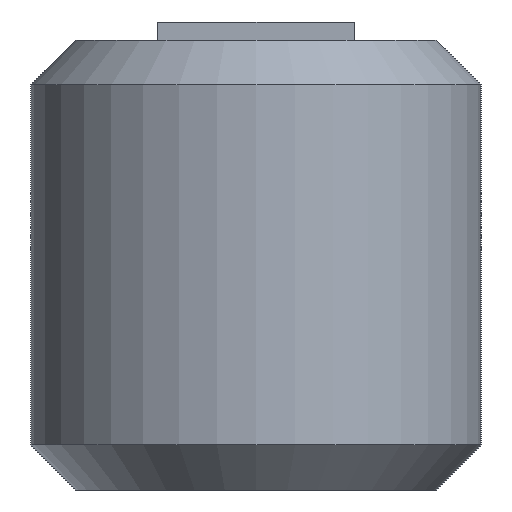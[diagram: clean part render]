
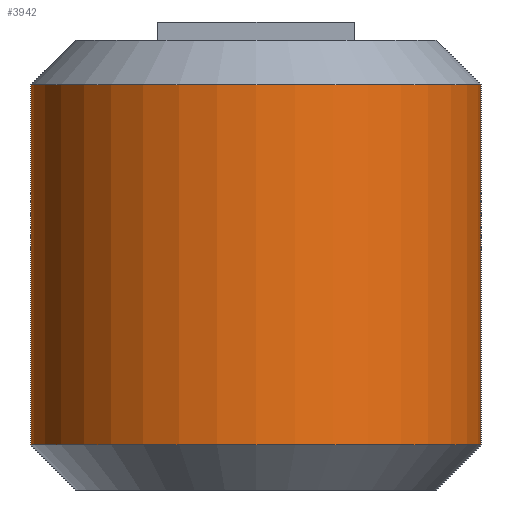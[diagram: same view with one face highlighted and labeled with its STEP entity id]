
A CAD part, left-side view. The second image highlights one B-rep face of the part: STEP entity #3942.
In plain terms, the highlighted cylindrical face has radius 5 mm (diameter 10 mm), a partial arc.
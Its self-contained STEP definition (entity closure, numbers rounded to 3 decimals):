
#136 = CONICAL_SURFACE('',#137,5.,0.785);
#137 = AXIS2_PLACEMENT_3D('',#138,#139,#140);
#138 = CARTESIAN_POINT('',(0.,0.,1.));
#139 = DIRECTION('',(0.,0.,1.));
#140 = DIRECTION('',(0.,-1.,0.));
#545 = PLANE('',#546);
#546 = AXIS2_PLACEMENT_3D('',#547,#548,#549);
#547 = CARTESIAN_POINT('',(0.,5.,0.));
#548 = DIRECTION('',(0.,1.,0.));
#549 = DIRECTION('',(1.,0.,0.));
#604 = VERTEX_POINT('',#605);
#605 = CARTESIAN_POINT('',(0.,5.,1.));
#943 = VERTEX_POINT('',#944);
#944 = CARTESIAN_POINT('',(0.,-5.,1.));
#963 = EDGE_CURVE('',#943,#604,#964,.T.);
#964 = SURFACE_CURVE('',#965,(#970,#977),.PCURVE_S1.);
#965 = CIRCLE('',#966,5.);
#966 = AXIS2_PLACEMENT_3D('',#967,#968,#969);
#967 = CARTESIAN_POINT('',(0.,0.,1.));
#968 = DIRECTION('',(-0.,0.,-1.));
#969 = DIRECTION('',(0.,-1.,0.));
#970 = PCURVE('',#136,#971);
#971 = DEFINITIONAL_REPRESENTATION('',(#972),#976);
#972 = LINE('',#973,#974);
#973 = CARTESIAN_POINT('',(-0.,-0.));
#974 = VECTOR('',#975,1.);
#975 = DIRECTION('',(-1.,-0.));
#976 = ( GEOMETRIC_REPRESENTATION_CONTEXT(2) 
PARAMETRIC_REPRESENTATION_CONTEXT() REPRESENTATION_CONTEXT('2D SPACE',''
  ) );
#977 = PCURVE('',#978,#983);
#978 = CYLINDRICAL_SURFACE('',#979,5.);
#979 = AXIS2_PLACEMENT_3D('',#980,#981,#982);
#980 = CARTESIAN_POINT('',(0.,0.,0.));
#981 = DIRECTION('',(-0.,-0.,-1.));
#982 = DIRECTION('',(1.,0.,0.));
#983 = DEFINITIONAL_REPRESENTATION('',(#984),#988);
#984 = LINE('',#985,#986);
#985 = CARTESIAN_POINT('',(-4.712,-1.));
#986 = VECTOR('',#987,1.);
#987 = DIRECTION('',(1.,-0.));
#988 = ( GEOMETRIC_REPRESENTATION_CONTEXT(2) 
PARAMETRIC_REPRESENTATION_CONTEXT() REPRESENTATION_CONTEXT('2D SPACE',''
  ) );
#1200 = PLANE('',#1201);
#1201 = AXIS2_PLACEMENT_3D('',#1202,#1203,#1204);
#1202 = CARTESIAN_POINT('',(0.,-5.,0.));
#1203 = DIRECTION('',(0.,1.,0.));
#1204 = DIRECTION('',(1.,0.,0.));
#2079 = EDGE_CURVE('',#604,#2080,#2082,.T.);
#2080 = VERTEX_POINT('',#2081);
#2081 = CARTESIAN_POINT('',(0.,5.,9.));
#2082 = SURFACE_CURVE('',#2083,(#2087,#2094),.PCURVE_S1.);
#2083 = LINE('',#2084,#2085);
#2084 = CARTESIAN_POINT('',(0.,5.,0.));
#2085 = VECTOR('',#2086,1.);
#2086 = DIRECTION('',(0.,0.,1.));
#2087 = PCURVE('',#545,#2088);
#2088 = DEFINITIONAL_REPRESENTATION('',(#2089),#2093);
#2089 = LINE('',#2090,#2091);
#2090 = CARTESIAN_POINT('',(0.,0.));
#2091 = VECTOR('',#2092,1.);
#2092 = DIRECTION('',(0.,-1.));
#2093 = ( GEOMETRIC_REPRESENTATION_CONTEXT(2) 
PARAMETRIC_REPRESENTATION_CONTEXT() REPRESENTATION_CONTEXT('2D SPACE',''
  ) );
#2094 = PCURVE('',#978,#2095);
#2095 = DEFINITIONAL_REPRESENTATION('',(#2096),#2100);
#2096 = LINE('',#2097,#2098);
#2097 = CARTESIAN_POINT('',(-1.571,0.));
#2098 = VECTOR('',#2099,1.);
#2099 = DIRECTION('',(-0.,-1.));
#2100 = ( GEOMETRIC_REPRESENTATION_CONTEXT(2) 
PARAMETRIC_REPRESENTATION_CONTEXT() REPRESENTATION_CONTEXT('2D SPACE',''
  ) );
#2143 = CONICAL_SURFACE('',#2144,5.,0.785);
#2144 = AXIS2_PLACEMENT_3D('',#2145,#2146,#2147);
#2145 = CARTESIAN_POINT('',(0.,0.,9.));
#2146 = DIRECTION('',(-0.,-0.,-1.));
#2147 = DIRECTION('',(0.,-1.,0.));
#3942 = ADVANCED_FACE('',(#3943),#978,.T.);
#3943 = FACE_BOUND('',#3944,.F.);
#3944 = EDGE_LOOP('',(#3945,#3946,#3970,#3991));
#3945 = ORIENTED_EDGE('',*,*,#2079,.T.);
#3946 = ORIENTED_EDGE('',*,*,#3947,.F.);
#3947 = EDGE_CURVE('',#3948,#2080,#3950,.T.);
#3948 = VERTEX_POINT('',#3949);
#3949 = CARTESIAN_POINT('',(0.,-5.,9.));
#3950 = SURFACE_CURVE('',#3951,(#3956,#3963),.PCURVE_S1.);
#3951 = CIRCLE('',#3952,5.);
#3952 = AXIS2_PLACEMENT_3D('',#3953,#3954,#3955);
#3953 = CARTESIAN_POINT('',(0.,0.,9.));
#3954 = DIRECTION('',(-0.,0.,-1.));
#3955 = DIRECTION('',(0.,-1.,0.));
#3956 = PCURVE('',#978,#3957);
#3957 = DEFINITIONAL_REPRESENTATION('',(#3958),#3962);
#3958 = LINE('',#3959,#3960);
#3959 = CARTESIAN_POINT('',(-4.712,-9.));
#3960 = VECTOR('',#3961,1.);
#3961 = DIRECTION('',(1.,-0.));
#3962 = ( GEOMETRIC_REPRESENTATION_CONTEXT(2) 
PARAMETRIC_REPRESENTATION_CONTEXT() REPRESENTATION_CONTEXT('2D SPACE',''
  ) );
#3963 = PCURVE('',#2143,#3964);
#3964 = DEFINITIONAL_REPRESENTATION('',(#3965),#3969);
#3965 = LINE('',#3966,#3967);
#3966 = CARTESIAN_POINT('',(0.,-0.));
#3967 = VECTOR('',#3968,1.);
#3968 = DIRECTION('',(1.,-0.));
#3969 = ( GEOMETRIC_REPRESENTATION_CONTEXT(2) 
PARAMETRIC_REPRESENTATION_CONTEXT() REPRESENTATION_CONTEXT('2D SPACE',''
  ) );
#3970 = ORIENTED_EDGE('',*,*,#3971,.F.);
#3971 = EDGE_CURVE('',#943,#3948,#3972,.T.);
#3972 = SURFACE_CURVE('',#3973,(#3977,#3984),.PCURVE_S1.);
#3973 = LINE('',#3974,#3975);
#3974 = CARTESIAN_POINT('',(0.,-5.,0.));
#3975 = VECTOR('',#3976,1.);
#3976 = DIRECTION('',(0.,0.,1.));
#3977 = PCURVE('',#978,#3978);
#3978 = DEFINITIONAL_REPRESENTATION('',(#3979),#3983);
#3979 = LINE('',#3980,#3981);
#3980 = CARTESIAN_POINT('',(-4.712,0.));
#3981 = VECTOR('',#3982,1.);
#3982 = DIRECTION('',(-0.,-1.));
#3983 = ( GEOMETRIC_REPRESENTATION_CONTEXT(2) 
PARAMETRIC_REPRESENTATION_CONTEXT() REPRESENTATION_CONTEXT('2D SPACE',''
  ) );
#3984 = PCURVE('',#1200,#3985);
#3985 = DEFINITIONAL_REPRESENTATION('',(#3986),#3990);
#3986 = LINE('',#3987,#3988);
#3987 = CARTESIAN_POINT('',(0.,0.));
#3988 = VECTOR('',#3989,1.);
#3989 = DIRECTION('',(0.,-1.));
#3990 = ( GEOMETRIC_REPRESENTATION_CONTEXT(2) 
PARAMETRIC_REPRESENTATION_CONTEXT() REPRESENTATION_CONTEXT('2D SPACE',''
  ) );
#3991 = ORIENTED_EDGE('',*,*,#963,.T.);
